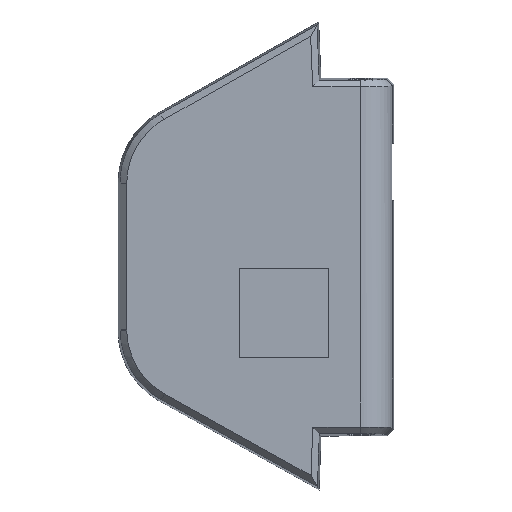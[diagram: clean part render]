
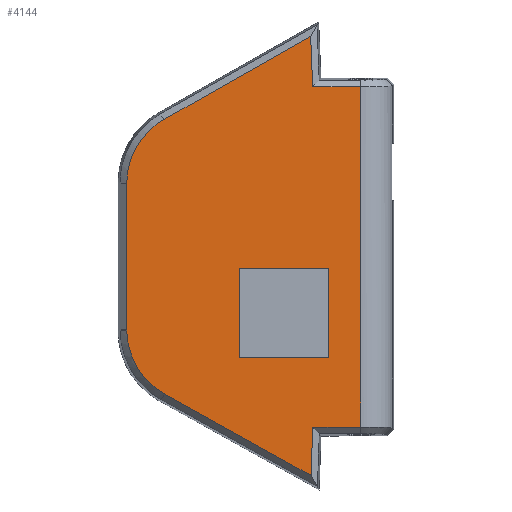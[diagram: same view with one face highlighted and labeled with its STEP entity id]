
A CAD part, top view. The second image highlights one B-rep face of the part: STEP entity #4144.
In plain terms, the highlighted planar face has unit normal (0, 0, 1).
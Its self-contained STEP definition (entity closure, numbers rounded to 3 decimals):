
#190=FACE_BOUND('',#767,.T.);
#316=PLANE('',#4407);
#511=FACE_OUTER_BOUND('',#766,.T.);
#766=EDGE_LOOP('',(#3443,#3444,#3445,#3446,#3447,#3448,#3449,#3450,#3451,
#3452,#3453,#3454,#3455,#3456,#3457));
#767=EDGE_LOOP('',(#3458,#3459,#3460,#3461));
#908=B_SPLINE_CURVE_WITH_KNOTS('',3,(#6492,#6493,#6494,#6495,#6496),
 .UNSPECIFIED.,.F.,.F.,(4,1,4),(-0.529,0.076,0.529),
 .UNSPECIFIED.);
#909=B_SPLINE_CURVE_WITH_KNOTS('',3,(#6514,#6515,#6516,#6517),
 .UNSPECIFIED.,.F.,.F.,(4,4),(-0.531,-0.529),
 .UNSPECIFIED.);
#910=B_SPLINE_CURVE_WITH_KNOTS('',3,(#6540,#6541,#6542,#6543),
 .UNSPECIFIED.,.F.,.F.,(4,4),(0.529,0.531),
 .UNSPECIFIED.);
#911=B_SPLINE_CURVE_WITH_KNOTS('',3,(#6567,#6568,#6569,#6570,#6571),
 .UNSPECIFIED.,.F.,.F.,(4,1,4),(-0.526,-0.075,
0.526),.UNSPECIFIED.);
#912=B_SPLINE_CURVE_WITH_KNOTS('',3,(#6589,#6590,#6591,#6592),
 .UNSPECIFIED.,.F.,.F.,(4,4),(-0.527,-0.526),
 .UNSPECIFIED.);
#913=B_SPLINE_CURVE_WITH_KNOTS('',3,(#6625,#6626,#6627,#6628),
 .UNSPECIFIED.,.F.,.F.,(4,4),(0.526,0.527),
 .UNSPECIFIED.);
#915=B_SPLINE_CURVE_WITH_KNOTS('',3,(#6649,#6650,#6651,#6652),
 .UNSPECIFIED.,.F.,.F.,(4,4),(0.023,0.023),
 .UNSPECIFIED.);
#1035=LINE('',#6092,#1457);
#1038=LINE('',#6097,#1460);
#1040=LINE('',#6101,#1462);
#1042=LINE('',#6104,#1464);
#1089=LINE('',#6459,#1511);
#1091=LINE('',#6463,#1513);
#1093=LINE('',#6467,#1515);
#1099=LINE('',#6523,#1521);
#1103=LINE('',#6597,#1525);
#1105=LINE('',#6601,#1527);
#1107=LINE('',#6605,#1529);
#1186=LINE('',#6949,#1608);
#1457=VECTOR('',#4812,10.);
#1460=VECTOR('',#4817,10.);
#1462=VECTOR('',#4821,10.);
#1464=VECTOR('',#4825,10.);
#1511=VECTOR('',#4924,10.);
#1513=VECTOR('',#4928,10.);
#1515=VECTOR('',#4932,10.);
#1521=VECTOR('',#4940,10.);
#1525=VECTOR('',#4946,10.);
#1527=VECTOR('',#4950,10.);
#1529=VECTOR('',#4954,10.);
#1608=VECTOR('',#5121,10.);
#1905=VERTEX_POINT('',#6090);
#1906=VERTEX_POINT('',#6091);
#1907=VERTEX_POINT('',#6096);
#1908=VERTEX_POINT('',#6100);
#1939=VERTEX_POINT('',#6418);
#1943=VERTEX_POINT('',#6456);
#1944=VERTEX_POINT('',#6458);
#1945=VERTEX_POINT('',#6462);
#1946=VERTEX_POINT('',#6466);
#1947=VERTEX_POINT('',#6489);
#1948=VERTEX_POINT('',#6491);
#1949=VERTEX_POINT('',#6519);
#1950=VERTEX_POINT('',#6521);
#1951=VERTEX_POINT('',#6564);
#1952=VERTEX_POINT('',#6566);
#1953=VERTEX_POINT('',#6594);
#1954=VERTEX_POINT('',#6596);
#1955=VERTEX_POINT('',#6600);
#1956=VERTEX_POINT('',#6604);
#2326=EDGE_CURVE('',#1905,#1906,#1035,.T.);
#2329=EDGE_CURVE('',#1907,#1905,#1038,.T.);
#2331=EDGE_CURVE('',#1908,#1907,#1040,.T.);
#2333=EDGE_CURVE('',#1906,#1908,#1042,.T.);
#2399=EDGE_CURVE('',#1943,#1944,#1089,.T.);
#2401=EDGE_CURVE('',#1944,#1945,#1091,.T.);
#2403=EDGE_CURVE('',#1945,#1946,#1093,.T.);
#2406=EDGE_CURVE('',#1947,#1948,#908,.T.);
#2408=EDGE_CURVE('',#1946,#1947,#909,.T.);
#2411=EDGE_CURVE('',#1950,#1949,#1099,.T.);
#2412=EDGE_CURVE('',#1948,#1950,#910,.T.);
#2414=EDGE_CURVE('',#1951,#1952,#911,.T.);
#2416=EDGE_CURVE('',#1949,#1951,#912,.T.);
#2418=EDGE_CURVE('',#1953,#1954,#1103,.T.);
#2420=EDGE_CURVE('',#1954,#1955,#1105,.T.);
#2422=EDGE_CURVE('',#1955,#1956,#1107,.T.);
#2425=EDGE_CURVE('',#1952,#1953,#913,.T.);
#2427=EDGE_CURVE('',#1939,#1943,#915,.T.);
#2517=EDGE_CURVE('',#1956,#1939,#1186,.T.);
#3443=ORIENTED_EDGE('',*,*,#2427,.F.);
#3444=ORIENTED_EDGE('',*,*,#2517,.F.);
#3445=ORIENTED_EDGE('',*,*,#2422,.F.);
#3446=ORIENTED_EDGE('',*,*,#2420,.F.);
#3447=ORIENTED_EDGE('',*,*,#2418,.F.);
#3448=ORIENTED_EDGE('',*,*,#2425,.F.);
#3449=ORIENTED_EDGE('',*,*,#2414,.F.);
#3450=ORIENTED_EDGE('',*,*,#2416,.F.);
#3451=ORIENTED_EDGE('',*,*,#2411,.F.);
#3452=ORIENTED_EDGE('',*,*,#2412,.F.);
#3453=ORIENTED_EDGE('',*,*,#2406,.F.);
#3454=ORIENTED_EDGE('',*,*,#2408,.F.);
#3455=ORIENTED_EDGE('',*,*,#2403,.F.);
#3456=ORIENTED_EDGE('',*,*,#2401,.F.);
#3457=ORIENTED_EDGE('',*,*,#2399,.F.);
#3458=ORIENTED_EDGE('',*,*,#2326,.T.);
#3459=ORIENTED_EDGE('',*,*,#2333,.T.);
#3460=ORIENTED_EDGE('',*,*,#2331,.T.);
#3461=ORIENTED_EDGE('',*,*,#2329,.T.);
#4144=ADVANCED_FACE('',(#511,#190),#316,.T.);
#4407=AXIS2_PLACEMENT_3D('',#6950,#5122,#5123);
#4812=DIRECTION('',(1.,0.,0.));
#4817=DIRECTION('',(0.,1.,0.));
#4821=DIRECTION('',(-1.,0.,0.));
#4825=DIRECTION('',(0.,-1.,0.));
#4924=DIRECTION('',(-1.,-0.001,0.));
#4928=DIRECTION('',(-0.035,-0.999,0.));
#4932=DIRECTION('',(-0.874,0.486,0.));
#4940=DIRECTION('',(0.,1.,0.));
#4946=DIRECTION('',(0.87,0.493,0.));
#4950=DIRECTION('',(0.04,-0.999,0.));
#4954=DIRECTION('',(1.,0.001,0.));
#5121=DIRECTION('',(0.,-1.,0.));
#5122=DIRECTION('center_axis',(0.,0.,1.));
#5123=DIRECTION('ref_axis',(1.,0.,0.));
#6090=CARTESIAN_POINT('',(-24.18,24.468,11.));
#6091=CARTESIAN_POINT('',(-10.213,24.468,11.));
#6092=CARTESIAN_POINT('',(-22.896,24.468,11.));
#6096=CARTESIAN_POINT('',(-24.18,10.501,11.));
#6097=CARTESIAN_POINT('',(-24.18,18.462,11.));
#6100=CARTESIAN_POINT('',(-10.213,10.501,11.));
#6101=CARTESIAN_POINT('',(-15.912,10.501,11.));
#6104=CARTESIAN_POINT('',(-10.213,25.446,11.));
#6418=CARTESIAN_POINT('',(-5.206,-0.382,11.));
#6456=CARTESIAN_POINT('',(-5.207,-0.382,11.));
#6458=CARTESIAN_POINT('',(-12.709,-0.391,11.));
#6459=CARTESIAN_POINT('',(-10.787,-0.389,11.));
#6462=CARTESIAN_POINT('',(-12.972,-7.979,11.));
#6463=CARTESIAN_POINT('',(-12.273,12.179,11.));
#6466=CARTESIAN_POINT('',(-35.93,4.795,11.));
#6467=CARTESIAN_POINT('',(-22.59,-2.627,11.));
#6489=CARTESIAN_POINT('',(-35.947,4.804,11.));
#6491=CARTESIAN_POINT('',(-41.835,14.815,11.));
#6492=CARTESIAN_POINT('Ctrl Pts',(-35.947,4.804,11.));
#6493=CARTESIAN_POINT('Ctrl Pts',(-37.972,5.935,11.));
#6494=CARTESIAN_POINT('Ctrl Pts',(-40.889,9.017,11.));
#6495=CARTESIAN_POINT('Ctrl Pts',(-41.832,13.075,11.));
#6496=CARTESIAN_POINT('Ctrl Pts',(-41.835,14.815,11.));
#6514=CARTESIAN_POINT('Ctrl Pts',(-35.93,4.795,11.));
#6515=CARTESIAN_POINT('Ctrl Pts',(-35.936,4.798,11.));
#6516=CARTESIAN_POINT('Ctrl Pts',(-35.941,4.801,11.));
#6517=CARTESIAN_POINT('Ctrl Pts',(-35.947,4.804,11.));
#6519=CARTESIAN_POINT('',(-41.844,37.767,11.));
#6521=CARTESIAN_POINT('',(-41.835,14.833,11.));
#6523=CARTESIAN_POINT('',(-41.836,16.84,11.));
#6540=CARTESIAN_POINT('Ctrl Pts',(-41.835,14.815,11.));
#6541=CARTESIAN_POINT('Ctrl Pts',(-41.835,14.821,11.));
#6542=CARTESIAN_POINT('Ctrl Pts',(-41.835,14.827,11.));
#6543=CARTESIAN_POINT('Ctrl Pts',(-41.835,14.833,11.));
#6564=CARTESIAN_POINT('',(-41.844,37.786,11.));
#6566=CARTESIAN_POINT('',(-36.038,47.759,11.));
#6567=CARTESIAN_POINT('Ctrl Pts',(-41.844,37.786,11.));
#6568=CARTESIAN_POINT('Ctrl Pts',(-41.842,39.513,11.));
#6569=CARTESIAN_POINT('Ctrl Pts',(-40.915,43.544,11.));
#6570=CARTESIAN_POINT('Ctrl Pts',(-38.04,46.619,11.));
#6571=CARTESIAN_POINT('Ctrl Pts',(-36.038,47.759,11.));
#6589=CARTESIAN_POINT('Ctrl Pts',(-41.844,37.767,11.));
#6590=CARTESIAN_POINT('Ctrl Pts',(-41.844,37.774,11.));
#6591=CARTESIAN_POINT('Ctrl Pts',(-41.844,37.78,11.));
#6592=CARTESIAN_POINT('Ctrl Pts',(-41.844,37.786,11.));
#6594=CARTESIAN_POINT('',(-36.022,47.768,11.));
#6596=CARTESIAN_POINT('',(-13.03,60.81,11.));
#6597=CARTESIAN_POINT('',(-38.414,46.411,11.));
#6600=CARTESIAN_POINT('',(-12.717,52.897,11.));
#6601=CARTESIAN_POINT('',(-12.402,44.948,11.));
#6604=CARTESIAN_POINT('',(-5.226,52.906,11.));
#6605=CARTESIAN_POINT('',(-16.514,52.893,11.));
#6625=CARTESIAN_POINT('Ctrl Pts',(-36.038,47.759,11.));
#6626=CARTESIAN_POINT('Ctrl Pts',(-36.033,47.762,11.));
#6627=CARTESIAN_POINT('Ctrl Pts',(-36.027,47.765,11.));
#6628=CARTESIAN_POINT('Ctrl Pts',(-36.022,47.768,11.));
#6649=CARTESIAN_POINT('Ctrl Pts',(-5.206,-0.382,
11.));
#6650=CARTESIAN_POINT('Ctrl Pts',(-5.206,-0.382,11.));
#6651=CARTESIAN_POINT('Ctrl Pts',(-5.206,-0.382,
11.));
#6652=CARTESIAN_POINT('Ctrl Pts',(-5.207,-0.382,
11.));
#6949=CARTESIAN_POINT('',(-5.222,40.362,11.));
#6950=CARTESIAN_POINT('Origin',(-21.612,26.423,11.));
